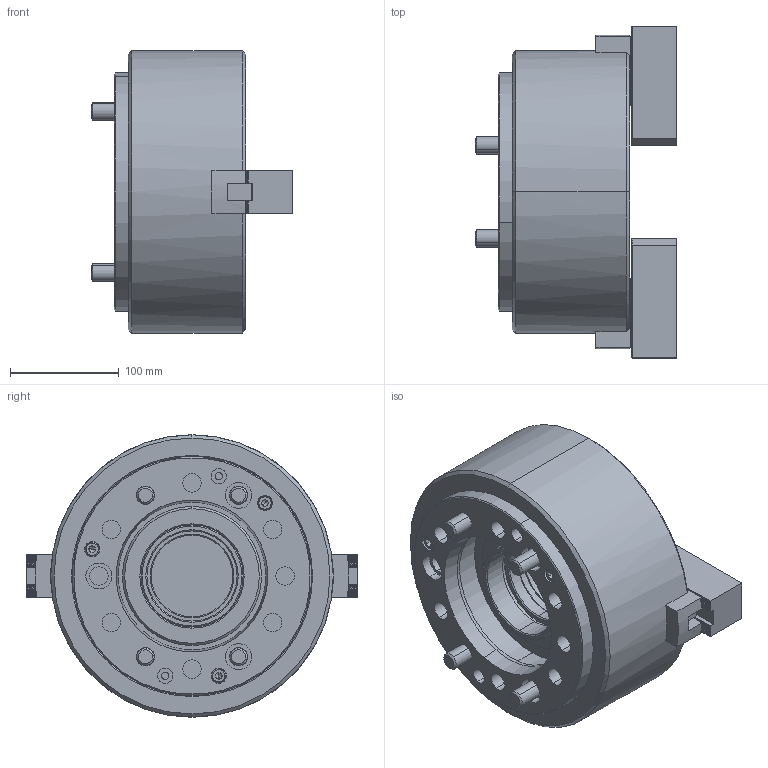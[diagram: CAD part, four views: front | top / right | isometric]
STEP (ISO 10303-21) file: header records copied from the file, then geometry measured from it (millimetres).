
FILE_DESCRIPTION (( 'STEP AP203' ), '1' );
FILE_NAME ('CF-2L-210A8.STEP', '2021-08-18T02:26:36', ( '' ), ( '' ), 'SwSTEP 2.0', 'SolidWorks 2016', '' );
FILE_SCHEMA (( 'CONFIG_CONTROL_DESIGN' ));
Length unit declared in the file: millimetre
Products named in the file (14): CF-3H-10-08000; CF-3H-210-04000(T型塊); SJ-10; 圓頭內六角螺栓_M12x30; CF-2L-210-01000; 圓頭內六角螺栓_M16x125; CF-3L-210-02000; 半圓頭六角孔螺栓_M5x10; CF-3L-210-03000; CF-3H-10-11000-A8法蘭; CF-3L-210-04000; 圓頭內六角螺栓_M8x20; CF-2L-210-05000; CF-2L-210A8
Assembly tree (27 placements, depth 2):
  CF-2L-210A8
    CF-2L-210-01000
    CF-3L-210-02000
    CF-3L-210-03000  x2
    CF-3L-210-04000
    CF-2L-210-05000
    CF-3H-10-08000
    CF-3H-210-04000(T型塊)  x2
    SJ-10  x2
    圓頭內六角螺栓_M12x30  x4
    圓頭內六角螺栓_M16x125  x4
    半圓頭六角孔螺栓_M5x10  x4
    CF-3H-10-11000-A8法蘭
    圓頭內六角螺栓_M8x20  x3
Bounding box: 185.3 x 305.5 x 260 mm (x, y, z)
Volume: 5579531.3 mm3; surface area: 629921 mm2
Topology: 27 solids, 27 shells, 2605 faces, 7303 edges, 4780 vertices
Faces by surface type: plane 1751, cylinder 698, cone 142, torus 14
Entity records: 44492 total; most frequent: CARTESIAN_POINT 9032, ORIENTED_EDGE 7466, DIRECTION 6450, EDGE_CURVE 3733, LINE 2782, VECTOR 2782, VERTEX_POINT 2460, AXIS2_PLACEMENT_3D 1834
